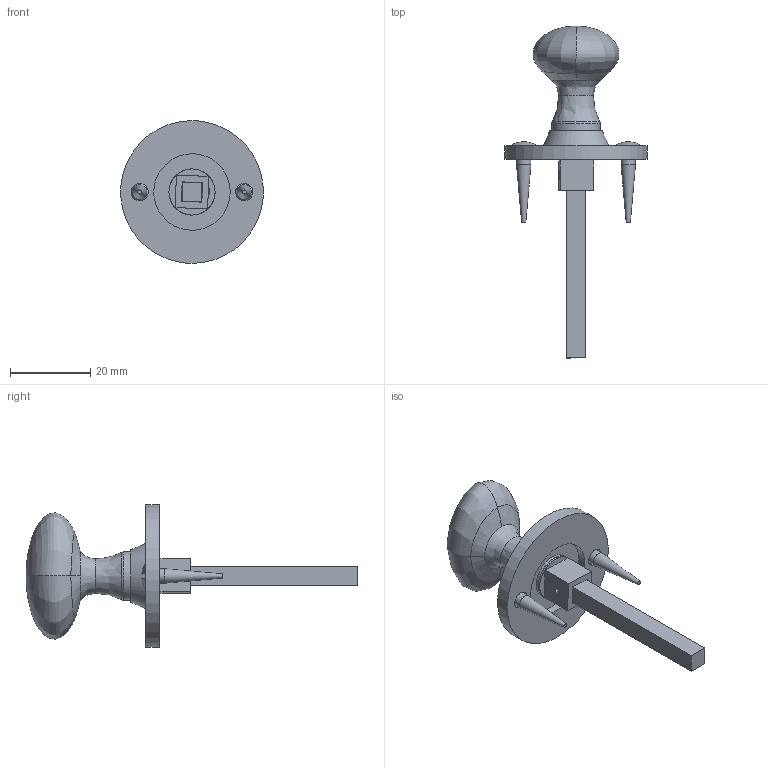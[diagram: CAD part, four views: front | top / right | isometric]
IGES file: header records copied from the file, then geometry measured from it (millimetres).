
Global section: file name: P8171T; native system: Autodesk Inventor 2018; preprocessor: unknown; author: ashami; date: 20180912.115928; units: millimetre
Bounding box: 35.43 x 82.58 x 35.5 mm (x, y, z)
Volume: 10892.6 mm3; surface area: 7591.5 mm2
Topology: 8 solids, 8 shells, 120 faces, 322 edges, 216 vertices
Faces by surface type: bspline 120
